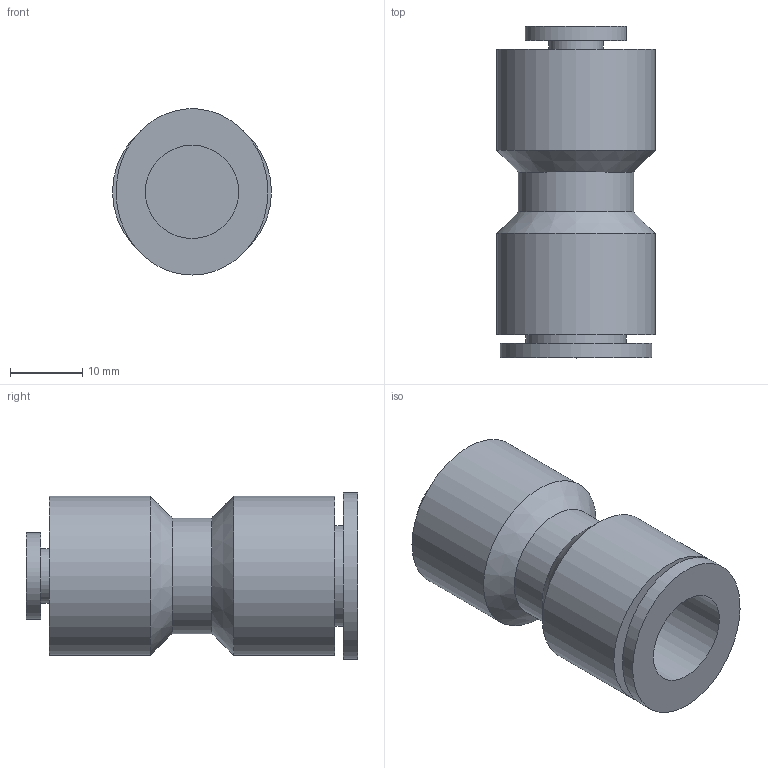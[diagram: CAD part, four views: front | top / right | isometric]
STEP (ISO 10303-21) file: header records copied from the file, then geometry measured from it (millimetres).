
FILE_DESCRIPTION(/* description */ ('Unknown'),/* implementation_level */ '2;1');
FILE_NAME(/* name */ 'p3.1;2.1;4',/* time_stamp */ '2018-10-29T10:27:48-04:00',/* author */ ('Unknown'),/* organization */ ('Unknown'),/* preprocessor_version */ 'ST-DEVELOPER v16.7',/* originating_system */ 'DEX',/* authorisation */ $);
FILE_SCHEMA (('AUTOMOTIVE_DESIGN {1 0 10303 214 3 1 1}'));
Length unit declared in the file: millimetre
Products named in the file (1): p3.1;2.1;4
Bounding box: 22 x 45.9 x 22.97 mm (x, y, z)
Volume: 12755.7 mm3; surface area: 5141.3 mm2
Topology: 1 solids, 1 shells, 19 faces, 33 edges, 22 vertices
Faces by surface type: plane 8, cylinder 7, cone 2, bspline 2
Full cylindrical faces by diameter (mm): 6.5 x1, 7.5 x1, 12.9 x1, 13.9 x1, 16 x1, 22 x2
Entity records: 456 total; most frequent: CARTESIAN_POINT 114, DIRECTION 72, ORIENTED_EDGE 36, EDGE_LOOP 36, FACE_BOUND 36, AXIS2_PLACEMENT_3D 36, ADVANCED_FACE 19, EDGE_CURVE 18
